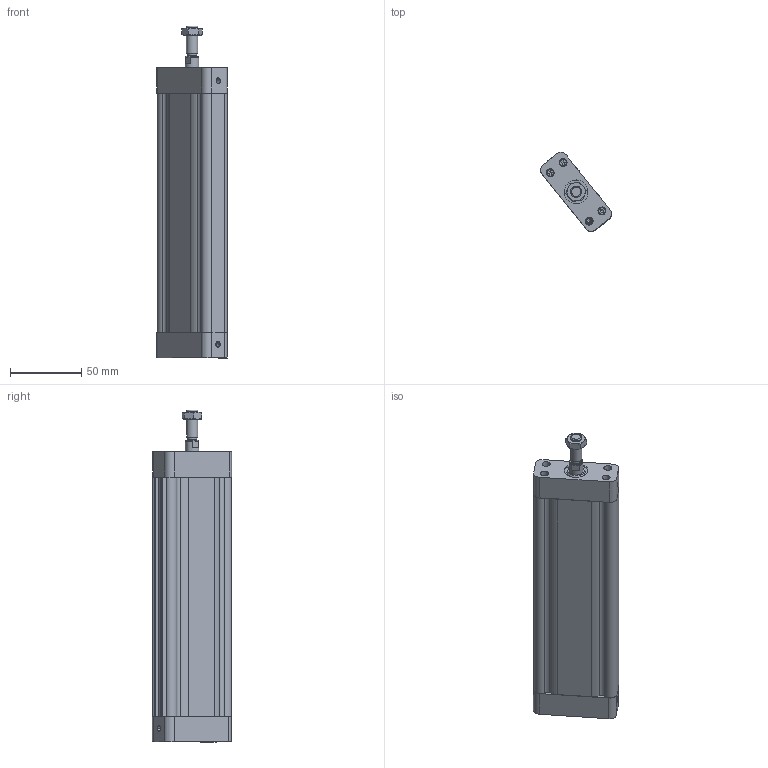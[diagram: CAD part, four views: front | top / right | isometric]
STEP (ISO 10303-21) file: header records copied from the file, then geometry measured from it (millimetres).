
FILE_DESCRIPTION(/* description */ (''),/* implementation_level */ '2;1');
FILE_NAME(/* name */ '2025-01AB-05.50 OVLPRO-025 MALE ROD REAR PORTED.stp',/* time_stamp */ '2018-06-21T09:58:51-05:00',/* author */ ('ZachH'),/* organization */ (''),/* preprocessor_version */ 'ST-DEVELOPER v16.5',/* originating_system */ 'Autodesk Inventor 2017',/* authorisation */ '');
FILE_SCHEMA (('AUTOMOTIVE_DESIGN { 1 0 10303 214 3 1 1 }'));
Length unit declared in the file: inch
Products named in the file (15): 2025-01AB-05.50 OVLPRO-025 MALE ROD REAR PORTED; 2025-4000-05.50 OVLPRO-025 EXTRUSION; 2025-4001 HEAD PRIMARY OVLPRO-025 TEST-3; 2025-4014; 2025-4004 OVLPRO-025 CUSHION TUBE; 2025-4003 OVLPRO-025 PISTON; 2025-4005-05.50 OVLPRO-025 ROD MALE .312-24; WASHER OVLPRO-025 ROD .25 X .500; NUT NYLON JAM .312-24; 2025-1008 BEARING BRONZE OVLPRO-025; 2025-1002 SEAL - WIPER OVLPRO-025; O-RING -010 RADIAL SQUEEZE; Unbrako - No. 10 x 0.19; ANSI B18.3 - 5-44 UNF - 0.625 HS HCS; ANSI B18.2.2 - 5/16 - 24
Assembly tree (23 placements, depth 2):
  2025-01AB-05.50 OVLPRO-025 MALE ROD REAR PORTED
    2025-4000-05.50 OVLPRO-025 EXTRUSION
    2025-4001 HEAD PRIMARY OVLPRO-025 TEST-3
    2025-4014
    2025-4004 OVLPRO-025 CUSHION TUBE  x2
    2025-4003 OVLPRO-025 PISTON
    2025-4005-05.50 OVLPRO-025 ROD MALE .312-24
    WASHER OVLPRO-025 ROD .25 X .500
    NUT NYLON JAM .312-24
    2025-1008 BEARING BRONZE OVLPRO-025
    2025-1002 SEAL - WIPER OVLPRO-025
    O-RING -010 RADIAL SQUEEZE
    Unbrako - No. 10 x 0.19  x2
    ANSI B18.3 - 5-44 UNF - 0.625 HS HCS  x8
    ANSI B18.2.2 - 5/16 - 24
Bounding box: 49.88 x 55.68 x 233.6 mm (x, y, z)
Volume: 164170.4 mm3; surface area: 83420.4 mm2
Topology: 23 solids, 23 shells, 663 faces, 1555 edges, 996 vertices
Faces by surface type: plane 369, cylinder 145, cone 59, torus 50, bspline 40
Full cylindrical faces by diameter (mm): 1.524 x2, 3.048 x2, 3.175 x10, 3.581 x9, 3.962 x1, 4.039 x2, 4.826 x2, 5.004 x2, 5.207 x8, 5.359 x6, 5.367 x1, 5.563 x10, 5.613 x1, 6.248 x2, 6.35 x4, 6.502 x2, 6.528 x1, 6.782 x1, 6.883 x1, 6.909 x1, 7.01 x2, 7.137 x1, 7.805 x1, 7.925 x1, 8.92 x1, 9.042 x2, 9.5 x2, 9.576 x1, 9.601 x1, 9.652 x1
Entity records: 16047 total; most frequent: CARTESIAN_POINT 3763, DIRECTION 2362, ORIENTED_EDGE 2286, EDGE_CURVE 1143, AXIS2_PLACEMENT_3D 848, VERTEX_POINT 806, EDGE_LOOP 753, LINE 666
